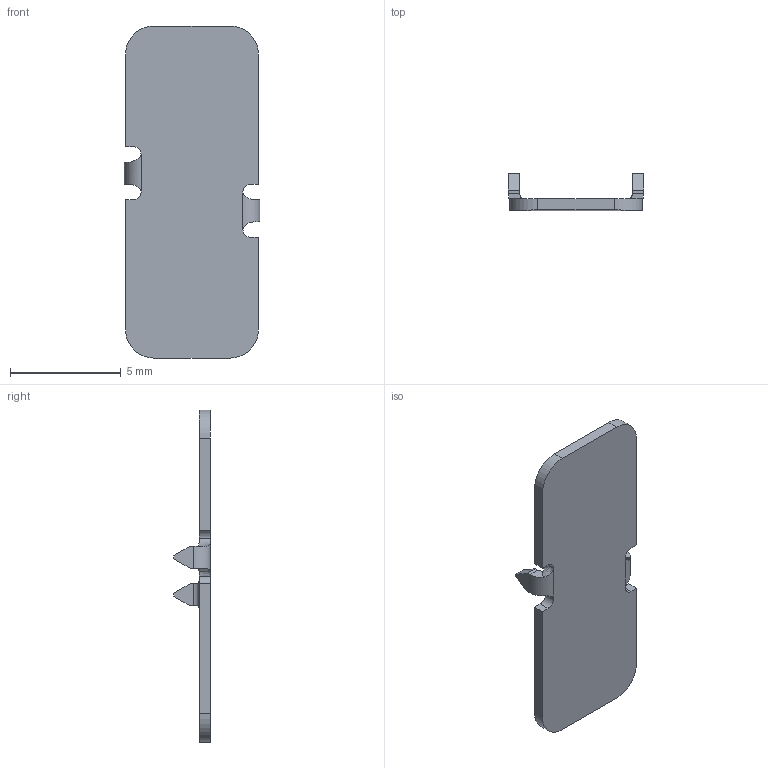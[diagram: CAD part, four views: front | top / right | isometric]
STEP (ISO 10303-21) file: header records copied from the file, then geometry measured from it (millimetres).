
FILE_DESCRIPTION (( 'STEP AP214' ), '1' );
FILE_NAME ('copper tab.STEP', '2023-04-17T00:22:14', ( '' ), ( '' ), 'SwSTEP 2.0', 'SolidWorks 2021', '' );
FILE_SCHEMA (( 'AUTOMOTIVE_DESIGN' ));
Length unit declared in the file: inch
Products named in the file (2): copper tab; Copy of 9040282^battery
Assembly tree (1 placements, depth 2):
  copper tab
    Copy of 9040282^battery
Bounding box: 6.12 x 1.66 x 15 mm (x, y, z)
Volume: 44.8 mm3; surface area: 200.3 mm2
Topology: 1 solids, 1 shells, 46 faces, 116 edges, 72 vertices
Faces by surface type: plane 30, cylinder 12, bspline 4
Entity records: 1498 total; most frequent: CARTESIAN_POINT 350, ORIENTED_EDGE 232, DIRECTION 216, EDGE_CURVE 116, LINE 76, VECTOR 76, VERTEX_POINT 72, AXIS2_PLACEMENT_3D 70
